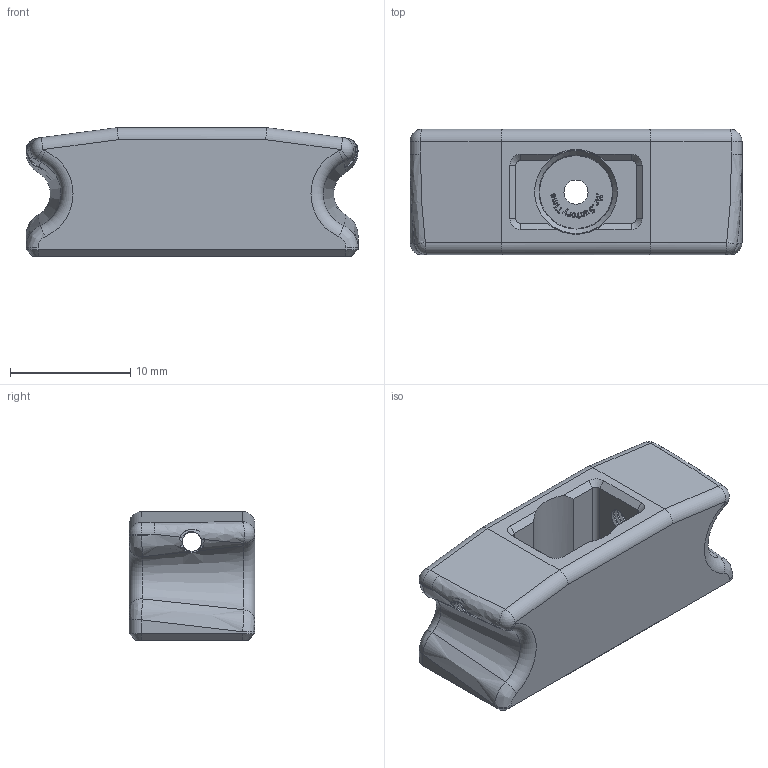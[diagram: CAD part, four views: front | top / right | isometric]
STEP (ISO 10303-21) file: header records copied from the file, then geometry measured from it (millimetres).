
FILE_DESCRIPTION(/* description */ (''),/* implementation_level */ '2;1');
FILE_NAME(/* name */ 'probe body_final_threaded v1.step',/* time_stamp */ '2022-09-25T14:12:00-07:00',/* author */ (''),/* organization */ (''),/* preprocessor_version */ 'ST-DEVELOPER v19',/* originating_system */ 'Autodesk Translation Framework v11.7.0.108',/* authorisation */ '');
FILE_SCHEMA (('AUTOMOTIVE_DESIGN { 1 0 10303 214 3 1 1 }'));
Length unit declared in the file: millimetre
Products named in the file (1): probe body_final_threaded
Bounding box: 27.6 x 10.43 x 10.7 mm (x, y, z)
Volume: 1960.9 mm3; surface area: 1789.4 mm2
Topology: 1 solids, 1 shells, 604 faces, 1704 edges, 1117 vertices
Faces by surface type: bspline 376, cylinder 109, plane 94, cone 16, torus 5, sphere 4
Full cylindrical faces by diameter (mm): 1.6 x1, 1.623 x7, 1.9 x2, 2 x3, 2.074 x8, 6.05 x1
Entity records: 28628 total; most frequent: CARTESIAN_POINT 15965, ORIENTED_EDGE 3408, EDGE_CURVE 1704, DIRECTION 1296, VERTEX_POINT 1117, B_SPLINE_CURVE_WITH_KNOTS 979, EDGE_LOOP 629, FACE_OUTER_BOUND 604
